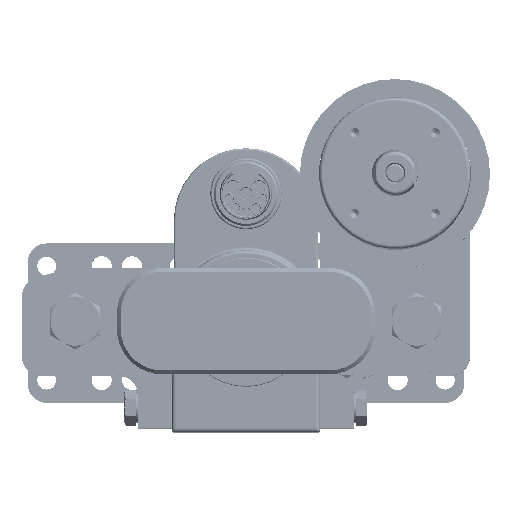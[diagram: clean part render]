
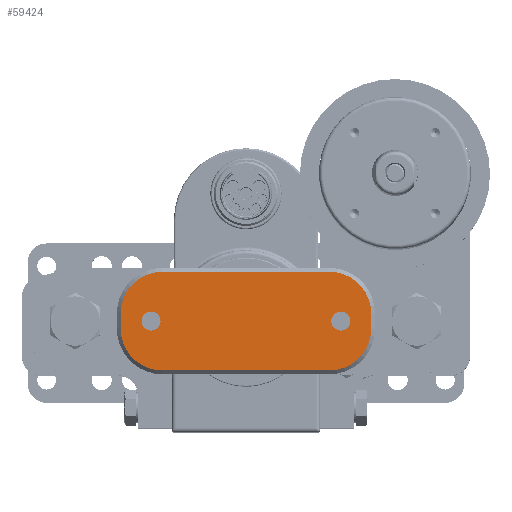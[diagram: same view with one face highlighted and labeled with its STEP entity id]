
A CAD part, top view. The second image highlights one B-rep face of the part: STEP entity #59424.
In plain terms, the highlighted planar face has unit normal (0, 0, 1).
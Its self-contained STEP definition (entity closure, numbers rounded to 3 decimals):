
#831 = VERTEX_POINT ( 'NONE', #32490 ) ;
#964 = CARTESIAN_POINT ( 'NONE',  ( -22., -2., 10. ) ) ;
#968 = CARTESIAN_POINT ( 'NONE',  ( 33., 2., 10. ) ) ;
#1638 = CIRCLE ( 'NONE', #7659, 2.5 ) ;
#2324 = DIRECTION ( 'NONE',  ( 0., 0., -1. ) ) ;
#3036 = FACE_OUTER_BOUND ( 'NONE', #33357, .T. ) ;
#3361 = CIRCLE ( 'NONE', #40333, 11. ) ;
#3617 = ORIENTED_EDGE ( 'NONE', *, *, #49143, .T. ) ;
#3674 = CARTESIAN_POINT ( 'NONE',  ( 22., -2., 10. ) ) ;
#3915 = CARTESIAN_POINT ( 'NONE',  ( 22., -13., 10. ) ) ;
#4179 = CARTESIAN_POINT ( 'NONE',  ( -22., 13., 10. ) ) ;
#5614 = AXIS2_PLACEMENT_3D ( 'NONE', #41257, #26537, #60361 ) ;
#5631 = CIRCLE ( 'NONE', #49678, 2.5 ) ;
#5892 = AXIS2_PLACEMENT_3D ( 'NONE', #17329, #2324, #7319 ) ;
#6751 = CARTESIAN_POINT ( 'NONE',  ( -27.5, 0., 10. ) ) ;
#7319 = DIRECTION ( 'NONE',  ( -1., 0., 0. ) ) ;
#7659 = AXIS2_PLACEMENT_3D ( 'NONE', #35702, #31615, #11874 ) ;
#7882 = DIRECTION ( 'NONE',  ( 0., 1., 0. ) ) ;
#7979 = CARTESIAN_POINT ( 'NONE',  ( -33., -2., 10. ) ) ;
#8251 = DIRECTION ( 'NONE',  ( -1., 0., 0. ) ) ;
#9710 = CARTESIAN_POINT ( 'NONE',  ( 22., 2., 10. ) ) ;
#11384 = VERTEX_POINT ( 'NONE', #7979 ) ;
#11504 = VERTEX_POINT ( 'NONE', #3915 ) ;
#11874 = DIRECTION ( 'NONE',  ( -1., 0., 0. ) ) ;
#12675 = VERTEX_POINT ( 'NONE', #47936 ) ;
#13891 = CARTESIAN_POINT ( 'NONE',  ( -22.5, 0., 10. ) ) ;
#14160 = PLANE ( 'NONE',  #5614 ) ;
#14470 = FACE_BOUND ( 'NONE', #57686, .T. ) ;
#14480 = ORIENTED_EDGE ( 'NONE', *, *, #55378, .T. ) ;
#14703 = DIRECTION ( 'NONE',  ( 1., 0., 0. ) ) ;
#15613 = CIRCLE ( 'NONE', #43614, 11. ) ;
#17329 = CARTESIAN_POINT ( 'NONE',  ( -25., 0., 10. ) ) ;
#17847 = CARTESIAN_POINT ( 'NONE',  ( 22., -13., 10. ) ) ;
#20391 = VERTEX_POINT ( 'NONE', #49941 ) ;
#21184 = CIRCLE ( 'NONE', #37188, 2.5 ) ;
#21283 = DIRECTION ( 'NONE',  ( 0., 0., 1. ) ) ;
#21582 = EDGE_CURVE ( 'NONE', #30455, #34297, #5631, .T. ) ;
#21604 = CARTESIAN_POINT ( 'NONE',  ( -25., 0., 10. ) ) ;
#22224 = LINE ( 'NONE', #17847, #45408 ) ;
#22274 = LINE ( 'NONE', #60500, #48203 ) ;
#22638 = EDGE_CURVE ( 'NONE', #11504, #58509, #15613, .T. ) ;
#23744 = ORIENTED_EDGE ( 'NONE', *, *, #22638, .T. ) ;
#25200 = ORIENTED_EDGE ( 'NONE', *, *, #53153, .T. ) ;
#26537 = DIRECTION ( 'NONE',  ( 0., 0., 1. ) ) ;
#26862 = DIRECTION ( 'NONE',  ( 0., 0., 1. ) ) ;
#27677 = CARTESIAN_POINT ( 'NONE',  ( 25., 0., 10. ) ) ;
#28081 = DIRECTION ( 'NONE',  ( 0., 0., 1. ) ) ;
#28481 = CIRCLE ( 'NONE', #51453, 11. ) ;
#28859 = ORIENTED_EDGE ( 'NONE', *, *, #54727, .T. ) ;
#29103 = AXIS2_PLACEMENT_3D ( 'NONE', #50025, #26862, #45932 ) ;
#30455 = VERTEX_POINT ( 'NONE', #13891 ) ;
#31615 = DIRECTION ( 'NONE',  ( 0., 0., -1. ) ) ;
#31687 = EDGE_CURVE ( 'NONE', #52575, #41437, #3361, .T. ) ;
#32229 = LINE ( 'NONE', #41605, #46972 ) ;
#32490 = CARTESIAN_POINT ( 'NONE',  ( -22., -13., 10. ) ) ;
#33060 = EDGE_CURVE ( 'NONE', #11384, #831, #28481, .T. ) ;
#33357 = EDGE_LOOP ( 'NONE', ( #3617, #52726, #48020, #23744, #28859, #57209, #45277, #25200 ) ) ;
#33969 = EDGE_CURVE ( 'NONE', #831, #11504, #22224, .T. ) ;
#34129 = CARTESIAN_POINT ( 'NONE',  ( 33., -2., 10. ) ) ;
#34297 = VERTEX_POINT ( 'NONE', #6751 ) ;
#35702 = CARTESIAN_POINT ( 'NONE',  ( 25., 0., 10. ) ) ;
#36322 = DIRECTION ( 'NONE',  ( -1., 0., 0. ) ) ;
#36968 = DIRECTION ( 'NONE',  ( 1., 0., 0. ) ) ;
#37188 = AXIS2_PLACEMENT_3D ( 'NONE', #27677, #54934, #8251 ) ;
#38068 = CIRCLE ( 'NONE', #29103, 11. ) ;
#39058 = ORIENTED_EDGE ( 'NONE', *, *, #45541, .T. ) ;
#39713 = CARTESIAN_POINT ( 'NONE',  ( -33., 2., 10. ) ) ;
#40333 = AXIS2_PLACEMENT_3D ( 'NONE', #9710, #53863, #14703 ) ;
#40403 = DIRECTION ( 'NONE',  ( 1., 0., 0. ) ) ;
#41257 = CARTESIAN_POINT ( 'NONE',  ( 0., 0., 10. ) ) ;
#41303 = DIRECTION ( 'NONE',  ( -1., 0., 0. ) ) ;
#41437 = VERTEX_POINT ( 'NONE', #56064 ) ;
#41605 = CARTESIAN_POINT ( 'NONE',  ( -22., 13., 10. ) ) ;
#42139 = DIRECTION ( 'NONE',  ( 0., -1., 0. ) ) ;
#42454 = VERTEX_POINT ( 'NONE', #39713 ) ;
#42769 = DIRECTION ( 'NONE',  ( 1., 0., 0. ) ) ;
#43363 = LINE ( 'NONE', #47752, #55995 ) ;
#43614 = AXIS2_PLACEMENT_3D ( 'NONE', #3674, #28081, #42769 ) ;
#45277 = ORIENTED_EDGE ( 'NONE', *, *, #51904, .T. ) ;
#45408 = VECTOR ( 'NONE', #36968, 1000. ) ;
#45541 = EDGE_CURVE ( 'NONE', #20391, #12675, #1638, .T. ) ;
#45927 = FACE_BOUND ( 'NONE', #55225, .T. ) ;
#45932 = DIRECTION ( 'NONE',  ( 1., 0., 0. ) ) ;
#46972 = VECTOR ( 'NONE', #41303, 1000. ) ;
#47752 = CARTESIAN_POINT ( 'NONE',  ( -33., -2., 10. ) ) ;
#47936 = CARTESIAN_POINT ( 'NONE',  ( 22.5, 0., 10. ) ) ;
#48020 = ORIENTED_EDGE ( 'NONE', *, *, #33969, .T. ) ;
#48203 = VECTOR ( 'NONE', #7882, 1000. ) ;
#49143 = EDGE_CURVE ( 'NONE', #42454, #11384, #43363, .T. ) ;
#49678 = AXIS2_PLACEMENT_3D ( 'NONE', #21604, #51326, #36322 ) ;
#49941 = CARTESIAN_POINT ( 'NONE',  ( 27.5, 0., 10. ) ) ;
#50025 = CARTESIAN_POINT ( 'NONE',  ( -22., 2., 10. ) ) ;
#51326 = DIRECTION ( 'NONE',  ( 0., 0., -1. ) ) ;
#51453 = AXIS2_PLACEMENT_3D ( 'NONE', #964, #21283, #40403 ) ;
#51484 = EDGE_CURVE ( 'NONE', #34297, #30455, #56892, .T. ) ;
#51904 = EDGE_CURVE ( 'NONE', #41437, #55594, #32229, .T. ) ;
#52575 = VERTEX_POINT ( 'NONE', #968 ) ;
#52726 = ORIENTED_EDGE ( 'NONE', *, *, #33060, .T. ) ;
#53153 = EDGE_CURVE ( 'NONE', #55594, #42454, #38068, .T. ) ;
#53723 = ORIENTED_EDGE ( 'NONE', *, *, #51484, .T. ) ;
#53863 = DIRECTION ( 'NONE',  ( 0., 0., 1. ) ) ;
#54727 = EDGE_CURVE ( 'NONE', #58509, #52575, #22274, .T. ) ;
#54934 = DIRECTION ( 'NONE',  ( 0., 0., -1. ) ) ;
#55225 = EDGE_LOOP ( 'NONE', ( #53723, #61073 ) ) ;
#55378 = EDGE_CURVE ( 'NONE', #12675, #20391, #21184, .T. ) ;
#55594 = VERTEX_POINT ( 'NONE', #4179 ) ;
#55995 = VECTOR ( 'NONE', #42139, 1000. ) ;
#56064 = CARTESIAN_POINT ( 'NONE',  ( 22., 13., 10. ) ) ;
#56892 = CIRCLE ( 'NONE', #5892, 2.5 ) ;
#57209 = ORIENTED_EDGE ( 'NONE', *, *, #31687, .T. ) ;
#57686 = EDGE_LOOP ( 'NONE', ( #14480, #39058 ) ) ;
#58509 = VERTEX_POINT ( 'NONE', #34129 ) ;
#59424 = ADVANCED_FACE ( 'NONE', ( #14470, #45927, #3036 ), #14160, .T. ) ;
#60361 = DIRECTION ( 'NONE',  ( 1., 0., 0. ) ) ;
#60500 = CARTESIAN_POINT ( 'NONE',  ( 33., 2., 10. ) ) ;
#61073 = ORIENTED_EDGE ( 'NONE', *, *, #21582, .T. ) ;
